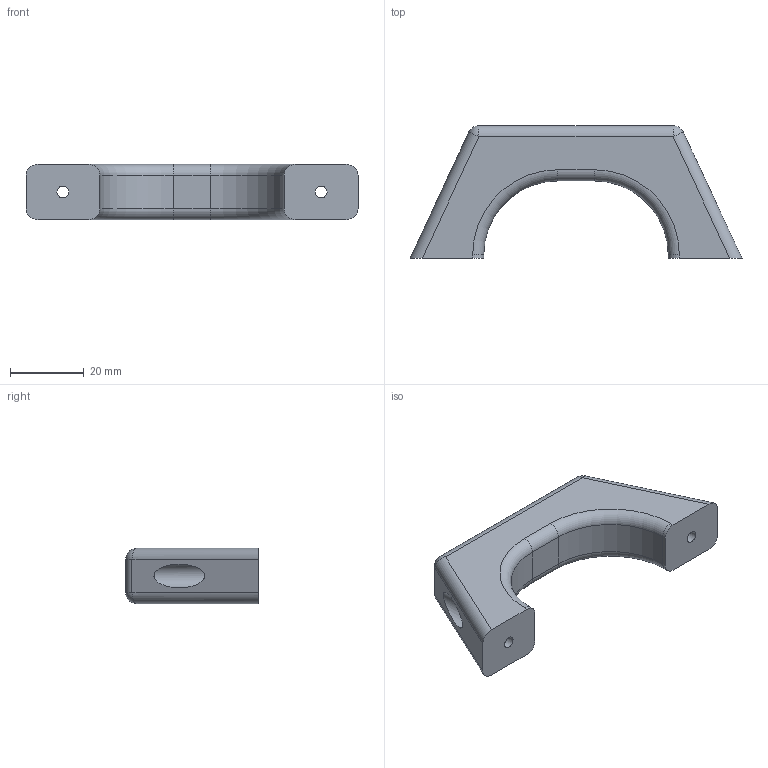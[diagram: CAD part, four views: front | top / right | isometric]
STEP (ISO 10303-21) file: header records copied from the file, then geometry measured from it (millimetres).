
FILE_DESCRIPTION(('FreeCAD Model'),'2;1');
FILE_NAME('z-handle-x1.step','2021-08-23T18:12:29',( 'Author'),(''),'Open CASCADE STEP processor 7.3','FreeCAD','Unknown' );
FILE_SCHEMA(('AUTOMOTIVE_DESIGN { 1 0 10303 214 1 1 1 1 }'));
Length unit declared in the file: millimetre
Products named in the file (1): handle
Bounding box: 90 x 36 x 15 mm (x, y, z)
Volume: 24320 mm3; surface area: 7375.3 mm2
Topology: 1 solids, 1 shells, 40 faces, 92 edges, 52 vertices
Faces by surface type: cylinder 20, plane 12, sphere 4, torus 4
Full cylindrical faces by diameter (mm): 3.2 x2, 6.4 x2
Entity records: 2586 total; most frequent: CARTESIAN_POINT 503, DIRECTION 344, ORIENTED_EDGE 176, PCURVE 176, DEFINITIONAL_REPRESENTATION 176, LINE 162, VECTOR 162, EDGE_CURVE 88
